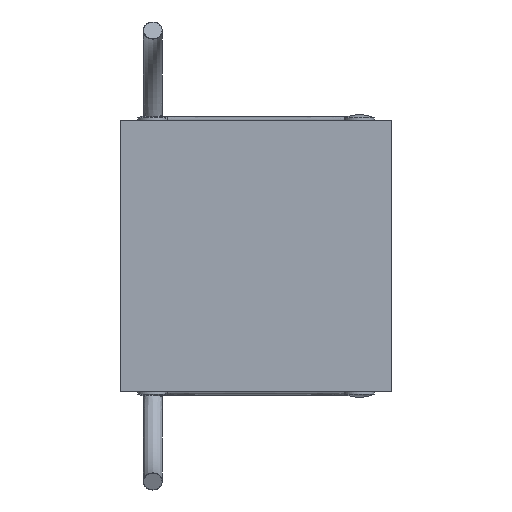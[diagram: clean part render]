
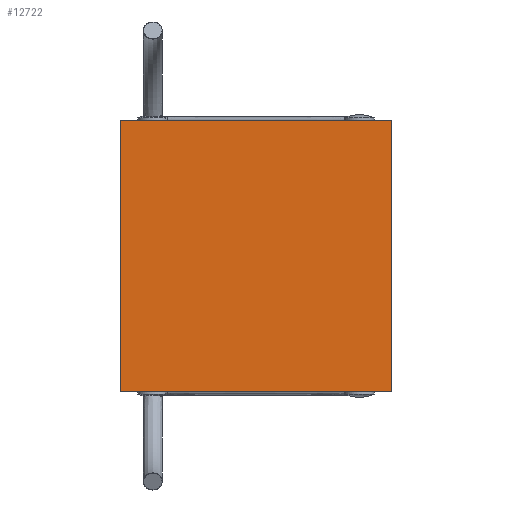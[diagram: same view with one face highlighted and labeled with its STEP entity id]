
A CAD part, front view. The second image highlights one B-rep face of the part: STEP entity #12722.
In plain terms, the highlighted planar face has unit normal (0, -1, 0).
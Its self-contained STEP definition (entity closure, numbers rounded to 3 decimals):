
#264 = DIRECTION ( 'NONE',  ( 0., 0., -1. ) ) ;
#746 = CARTESIAN_POINT ( 'NONE',  ( 0., -21.607, 0. ) ) ;
#1509 = VERTEX_POINT ( 'NONE', #12028 ) ;
#1567 = CARTESIAN_POINT ( 'NONE',  ( -5., -21.607, -5. ) ) ;
#1685 = AXIS2_PLACEMENT_3D ( 'NONE', #746, #9923, #2046 ) ;
#1774 = VECTOR ( 'NONE', #264, 1000. ) ;
#2046 = DIRECTION ( 'NONE',  ( 0., 0., 1. ) ) ;
#2424 = VERTEX_POINT ( 'NONE', #6081 ) ;
#2913 = FACE_OUTER_BOUND ( 'NONE', #8652, .T. ) ;
#3115 = EDGE_CURVE ( 'NONE', #3994, #16156, #11509, .T. ) ;
#3994 = VERTEX_POINT ( 'NONE', #9142 ) ;
#4312 = VECTOR ( 'NONE', #14019, 1000. ) ;
#4359 = LINE ( 'NONE', #6350, #13961 ) ;
#4525 = VECTOR ( 'NONE', #13975, 1000. ) ;
#4614 = PLANE ( 'NONE',  #1685 ) ;
#4839 = LINE ( 'NONE', #1567, #1774 ) ;
#5968 = EDGE_CURVE ( 'NONE', #2424, #3994, #4839, .T. ) ;
#6081 = CARTESIAN_POINT ( 'NONE',  ( -5., -21.607, 5. ) ) ;
#6145 = CARTESIAN_POINT ( 'NONE',  ( -5., -21.607, -5. ) ) ;
#6193 = CARTESIAN_POINT ( 'NONE',  ( 5., -21.607, -5. ) ) ;
#6350 = CARTESIAN_POINT ( 'NONE',  ( -5., -21.607, 5. ) ) ;
#8236 = LINE ( 'NONE', #6193, #4312 ) ;
#8652 = EDGE_LOOP ( 'NONE', ( #15299, #15705, #10867, #13477 ) ) ;
#8968 = EDGE_CURVE ( 'NONE', #1509, #2424, #4359, .T. ) ;
#9125 = CARTESIAN_POINT ( 'NONE',  ( 5., -21.607, -5. ) ) ;
#9142 = CARTESIAN_POINT ( 'NONE',  ( -5., -21.607, -5. ) ) ;
#9923 = DIRECTION ( 'NONE',  ( 0., 1., 0. ) ) ;
#10867 = ORIENTED_EDGE ( 'NONE', *, *, #5968, .T. ) ;
#11509 = LINE ( 'NONE', #6145, #4525 ) ;
#12028 = CARTESIAN_POINT ( 'NONE',  ( 5., -21.607, 5. ) ) ;
#12722 = ADVANCED_FACE ( 'NONE', ( #2913 ), #4614, .F. ) ;
#12908 = DIRECTION ( 'NONE',  ( -1., 0., 0. ) ) ;
#13477 = ORIENTED_EDGE ( 'NONE', *, *, #3115, .T. ) ;
#13961 = VECTOR ( 'NONE', #12908, 1000. ) ;
#13975 = DIRECTION ( 'NONE',  ( 1., 0., 0. ) ) ;
#14019 = DIRECTION ( 'NONE',  ( 0., 0., 1. ) ) ;
#14611 = EDGE_CURVE ( 'NONE', #16156, #1509, #8236, .T. ) ;
#15299 = ORIENTED_EDGE ( 'NONE', *, *, #14611, .T. ) ;
#15705 = ORIENTED_EDGE ( 'NONE', *, *, #8968, .T. ) ;
#16156 = VERTEX_POINT ( 'NONE', #9125 ) ;
